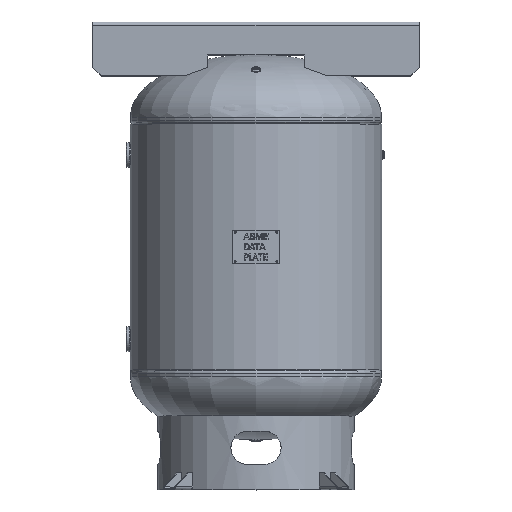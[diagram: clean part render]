
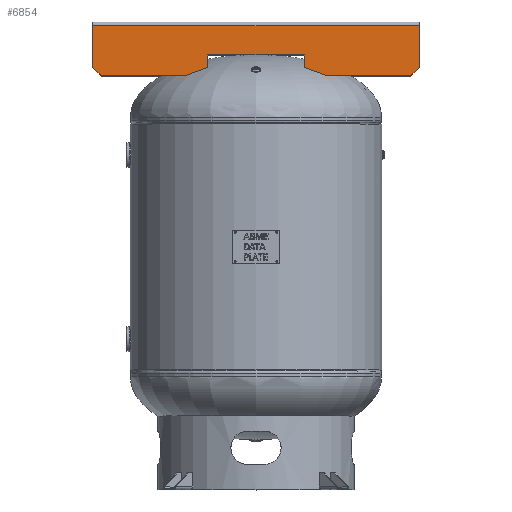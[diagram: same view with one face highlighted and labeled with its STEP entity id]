
A CAD part, top view. The second image highlights one B-rep face of the part: STEP entity #6854.
In plain terms, the highlighted face is planar.
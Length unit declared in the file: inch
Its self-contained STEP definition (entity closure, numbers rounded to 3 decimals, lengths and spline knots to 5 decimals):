
#215=LINE('',#12306,#853);
#221=LINE('',#12317,#859);
#250=LINE('',#12377,#888);
#252=LINE('',#12381,#890);
#259=LINE('',#12394,#897);
#263=LINE('',#12403,#901);
#264=LINE('',#12405,#902);
#265=LINE('',#12407,#903);
#266=LINE('',#12409,#904);
#267=LINE('',#12411,#905);
#268=LINE('',#12413,#906);
#269=LINE('',#12414,#907);
#853=VECTOR('',#8588,0.3937);
#859=VECTOR('',#8596,0.3937);
#888=VECTOR('',#8635,0.3937);
#890=VECTOR('',#8639,0.3937);
#897=VECTOR('',#8652,0.3937);
#901=VECTOR('',#8662,0.3937);
#902=VECTOR('',#8663,0.3937);
#903=VECTOR('',#8664,0.3937);
#904=VECTOR('',#8665,0.3937);
#905=VECTOR('',#8666,0.3937);
#906=VECTOR('',#8667,0.3937);
#907=VECTOR('',#8668,0.3937);
#1547=PLANE('',#7524);
#2268=FACE_OUTER_BOUND('',#2740,.T.);
#2740=EDGE_LOOP('',(#5447,#5448,#5449,#5450,#5451,#5452,#5453,#5454,#5455,
#5456,#5457,#5458));
#3401=VERTEX_POINT('',#12304);
#3402=VERTEX_POINT('',#12305);
#3406=VERTEX_POINT('',#12315);
#3431=VERTEX_POINT('',#12374);
#3432=VERTEX_POINT('',#12376);
#3433=VERTEX_POINT('',#12380);
#3438=VERTEX_POINT('',#12402);
#3439=VERTEX_POINT('',#12404);
#3440=VERTEX_POINT('',#12406);
#3441=VERTEX_POINT('',#12408);
#3442=VERTEX_POINT('',#12410);
#3443=VERTEX_POINT('',#12412);
#4155=EDGE_CURVE('',#3401,#3402,#215,.T.);
#4161=EDGE_CURVE('',#3401,#3406,#221,.T.);
#4190=EDGE_CURVE('',#3431,#3432,#250,.T.);
#4192=EDGE_CURVE('',#3433,#3432,#252,.T.);
#4199=EDGE_CURVE('',#3406,#3433,#259,.T.);
#4203=EDGE_CURVE('',#3438,#3431,#263,.T.);
#4204=EDGE_CURVE('',#3439,#3438,#264,.T.);
#4205=EDGE_CURVE('',#3439,#3440,#265,.T.);
#4206=EDGE_CURVE('',#3441,#3440,#266,.T.);
#4207=EDGE_CURVE('',#3441,#3442,#267,.T.);
#4208=EDGE_CURVE('',#3443,#3442,#268,.T.);
#4209=EDGE_CURVE('',#3402,#3443,#269,.T.);
#5447=ORIENTED_EDGE('',*,*,#4155,.F.);
#5448=ORIENTED_EDGE('',*,*,#4161,.T.);
#5449=ORIENTED_EDGE('',*,*,#4199,.T.);
#5450=ORIENTED_EDGE('',*,*,#4192,.T.);
#5451=ORIENTED_EDGE('',*,*,#4190,.F.);
#5452=ORIENTED_EDGE('',*,*,#4203,.F.);
#5453=ORIENTED_EDGE('',*,*,#4204,.F.);
#5454=ORIENTED_EDGE('',*,*,#4205,.T.);
#5455=ORIENTED_EDGE('',*,*,#4206,.F.);
#5456=ORIENTED_EDGE('',*,*,#4207,.T.);
#5457=ORIENTED_EDGE('',*,*,#4208,.F.);
#5458=ORIENTED_EDGE('',*,*,#4209,.F.);
#6854=ADVANCED_FACE('',(#2268),#1547,.T.);
#7524=AXIS2_PLACEMENT_3D('',#12401,#8660,#8661);
#8588=DIRECTION('',(0.94,0.,0.342));
#8596=DIRECTION('',(0.,0.,-1.));
#8635=DIRECTION('',(0.94,0.,-0.342));
#8639=DIRECTION('',(0.,0.,1.));
#8652=DIRECTION('',(-1.,0.,0.));
#8660=DIRECTION('center_axis',(0.,-1.,0.));
#8661=DIRECTION('ref_axis',(0.,0.,-1.));
#8662=DIRECTION('',(1.,0.,0.));
#8663=DIRECTION('',(0.707,0.,0.707));
#8664=DIRECTION('',(0.,0.,-1.));
#8665=DIRECTION('',(-1.,0.,0.));
#8666=DIRECTION('',(0.,0.,1.));
#8667=DIRECTION('',(0.707,0.,-0.707));
#8668=DIRECTION('',(1.,0.,0.));
#12304=CARTESIAN_POINT('',(5.75,-7.5,5.438));
#12305=CARTESIAN_POINT('',(8.5,-7.5,6.438));
#12306=CARTESIAN_POINT('',(-5.5863,-7.5,1.31571));
#12315=CARTESIAN_POINT('',(5.75,-7.5,3.938));
#12317=CARTESIAN_POINT('',(5.75,-7.5,3.219));
#12374=CARTESIAN_POINT('',(-8.5,-7.5,6.438));
#12376=CARTESIAN_POINT('',(-5.75,-7.5,5.438));
#12377=CARTESIAN_POINT('',(-11.63632,-7.5,7.57848));
#12380=CARTESIAN_POINT('',(-5.75,-7.5,3.938));
#12381=CARTESIAN_POINT('',(-5.75,-7.5,1.969));
#12394=CARTESIAN_POINT('',(-6.875,-7.5,3.938));
#12401=CARTESIAN_POINT('Origin',(-19.5,-7.5,0.));
#12402=CARTESIAN_POINT('',(-18.5,-7.5,6.438));
#12403=CARTESIAN_POINT('',(-19.5,-7.5,6.438));
#12404=CARTESIAN_POINT('',(-19.5,-7.5,5.438));
#12405=CARTESIAN_POINT('',(-20.6095,-7.5,4.3285));
#12406=CARTESIAN_POINT('',(-19.5,-7.5,0.4484));
#12407=CARTESIAN_POINT('',(-19.5,-7.5,6.438));
#12408=CARTESIAN_POINT('',(19.5,-7.5,0.4484));
#12409=CARTESIAN_POINT('',(-19.5,-7.5,0.4484));
#12410=CARTESIAN_POINT('',(19.5,-7.5,5.438));
#12411=CARTESIAN_POINT('',(19.5,-7.5,6.438));
#12412=CARTESIAN_POINT('',(18.5,-7.5,6.438));
#12413=CARTESIAN_POINT('',(10.8595,-7.5,14.0785));
#12414=CARTESIAN_POINT('',(-19.5,-7.5,6.438));
